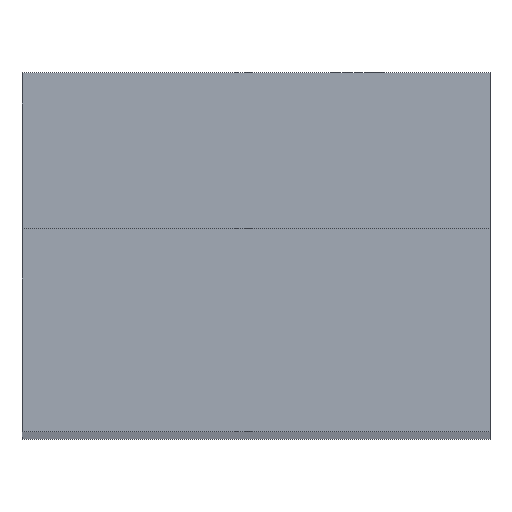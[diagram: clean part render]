
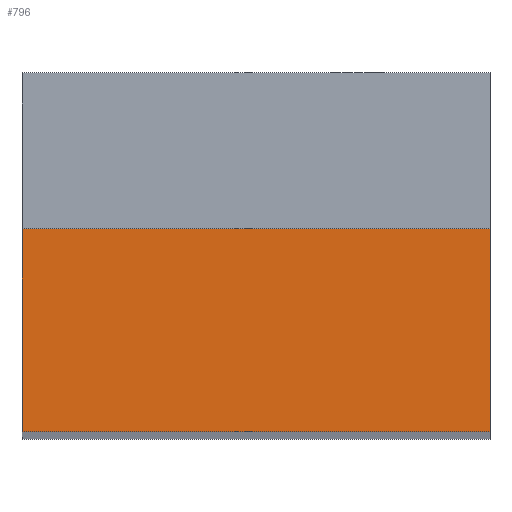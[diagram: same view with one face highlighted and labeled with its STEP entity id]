
A CAD part, top view. The second image highlights one B-rep face of the part: STEP entity #796.
In plain terms, the highlighted planar face has unit normal (0, 0, 1).
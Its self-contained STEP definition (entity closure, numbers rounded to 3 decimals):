
#39=LINE('',#1147,#131);
#67=LINE('',#1212,#159);
#68=LINE('',#1213,#160);
#69=LINE('',#1214,#161);
#131=VECTOR('',#929,10.);
#159=VECTOR('',#987,10.);
#160=VECTOR('',#988,10.);
#161=VECTOR('',#989,10.);
#238=FACE_OUTER_BOUND('',#288,.T.);
#288=EDGE_LOOP('',(#581,#582,#583,#584));
#351=VERTEX_POINT('',#1145);
#352=VERTEX_POINT('',#1146);
#373=VERTEX_POINT('',#1210);
#374=VERTEX_POINT('',#1211);
#421=EDGE_CURVE('',#351,#352,#39,.T.);
#453=EDGE_CURVE('',#373,#374,#67,.T.);
#454=EDGE_CURVE('',#352,#373,#68,.T.);
#455=EDGE_CURVE('',#351,#374,#69,.T.);
#581=ORIENTED_EDGE('',*,*,#453,.F.);
#582=ORIENTED_EDGE('',*,*,#454,.F.);
#583=ORIENTED_EDGE('',*,*,#421,.F.);
#584=ORIENTED_EDGE('',*,*,#455,.T.);
#752=PLANE('',#868);
#796=ADVANCED_FACE('',(#238),#752,.T.);
#868=AXIS2_PLACEMENT_3D('',#1209,#985,#986);
#929=DIRECTION('',(-1.,0.,0.));
#985=DIRECTION('center_axis',(0.,0.,1.));
#986=DIRECTION('ref_axis',(1.,0.,0.));
#987=DIRECTION('',(1.,0.,0.));
#988=DIRECTION('',(0.,1.,0.));
#989=DIRECTION('',(0.,1.,0.));
#1145=CARTESIAN_POINT('',(16.998,-3.,9.461));
#1146=CARTESIAN_POINT('',(-13.002,-3.,9.461));
#1147=CARTESIAN_POINT('',(16.998,-3.,9.461));
#1209=CARTESIAN_POINT('Origin',(-13.002,0.,9.461));
#1210=CARTESIAN_POINT('',(-13.002,10.,9.461));
#1211=CARTESIAN_POINT('',(16.998,10.,9.461));
#1212=CARTESIAN_POINT('',(-5.502,10.,9.461));
#1213=CARTESIAN_POINT('',(-13.002,0.,9.461));
#1214=CARTESIAN_POINT('',(16.998,0.,9.461));
